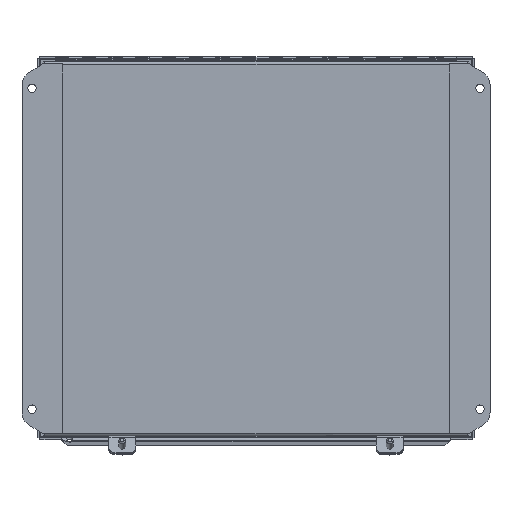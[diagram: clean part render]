
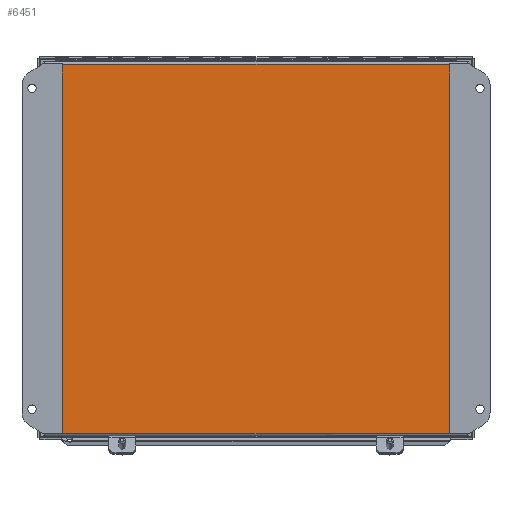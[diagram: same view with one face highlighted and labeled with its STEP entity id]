
A CAD part, left-side view. The second image highlights one B-rep face of the part: STEP entity #6451.
In plain terms, the highlighted face is planar.
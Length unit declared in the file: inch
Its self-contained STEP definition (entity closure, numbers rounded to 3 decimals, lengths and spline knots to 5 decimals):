
#2789 = VECTOR ( 'NONE', #8417, 39.37008 ) ;
#3099 = VERTEX_POINT ( 'NONE', #22370 ) ;
#4914 = CARTESIAN_POINT ( 'NONE',  ( 6.892, 0., 7.892 ) ) ;
#6451 = ADVANCED_FACE ( 'NONE', ( #8076 ), #33480, .F. ) ;
#8076 = FACE_OUTER_BOUND ( 'NONE', #33460, .T. ) ;
#8417 = DIRECTION ( 'NONE',  ( 0., 0., -1. ) ) ;
#9557 = CARTESIAN_POINT ( 'NONE',  ( -7., 0., -7.892 ) ) ;
#10346 = ORIENTED_EDGE ( 'NONE', *, *, #34823, .F. ) ;
#11757 = VECTOR ( 'NONE', #26942, 39.37008 ) ;
#13721 = DIRECTION ( 'NONE',  ( 0., 0., 1. ) ) ;
#14055 = EDGE_CURVE ( 'NONE', #34584, #41517, #15711, .T. ) ;
#14149 = DIRECTION ( 'NONE',  ( -1., 0., 0. ) ) ;
#15711 = LINE ( 'NONE', #40926, #17361 ) ;
#16251 = EDGE_CURVE ( 'NONE', #41517, #20778, #27041, .T. ) ;
#16338 = AXIS2_PLACEMENT_3D ( 'NONE', #23332, #40595, #16582 ) ;
#16582 = DIRECTION ( 'NONE',  ( 0., 0., -1. ) ) ;
#17361 = VECTOR ( 'NONE', #13721, 39.37008 ) ;
#17449 = CARTESIAN_POINT ( 'NONE',  ( -6.892, 0., 7.892 ) ) ;
#17778 = EDGE_CURVE ( 'NONE', #3099, #34584, #35512, .T. ) ;
#20778 = VERTEX_POINT ( 'NONE', #17449 ) ;
#22366 = CARTESIAN_POINT ( 'NONE',  ( -6.892, 0., -8. ) ) ;
#22370 = CARTESIAN_POINT ( 'NONE',  ( -6.892, 0., -7.892 ) ) ;
#22528 = ORIENTED_EDGE ( 'NONE', *, *, #14055, .F. ) ;
#23332 = CARTESIAN_POINT ( 'NONE',  ( -7., 0., -8. ) ) ;
#26942 = DIRECTION ( 'NONE',  ( 1., 0., 0. ) ) ;
#27041 = LINE ( 'NONE', #38052, #41132 ) ;
#27260 = ORIENTED_EDGE ( 'NONE', *, *, #16251, .F. ) ;
#27730 = CARTESIAN_POINT ( 'NONE',  ( 6.892, 0., -7.892 ) ) ;
#30173 = LINE ( 'NONE', #22366, #2789 ) ;
#33460 = EDGE_LOOP ( 'NONE', ( #36296, #10346, #27260, #22528 ) ) ;
#33480 = PLANE ( 'NONE',  #16338 ) ;
#34584 = VERTEX_POINT ( 'NONE', #27730 ) ;
#34823 = EDGE_CURVE ( 'NONE', #20778, #3099, #30173, .T. ) ;
#35512 = LINE ( 'NONE', #9557, #11757 ) ;
#36296 = ORIENTED_EDGE ( 'NONE', *, *, #17778, .F. ) ;
#38052 = CARTESIAN_POINT ( 'NONE',  ( -7., 0., 7.892 ) ) ;
#40595 = DIRECTION ( 'NONE',  ( 0., -1., 0. ) ) ;
#40926 = CARTESIAN_POINT ( 'NONE',  ( 6.892, 0., -8. ) ) ;
#41132 = VECTOR ( 'NONE', #14149, 39.37008 ) ;
#41517 = VERTEX_POINT ( 'NONE', #4914 ) ;
